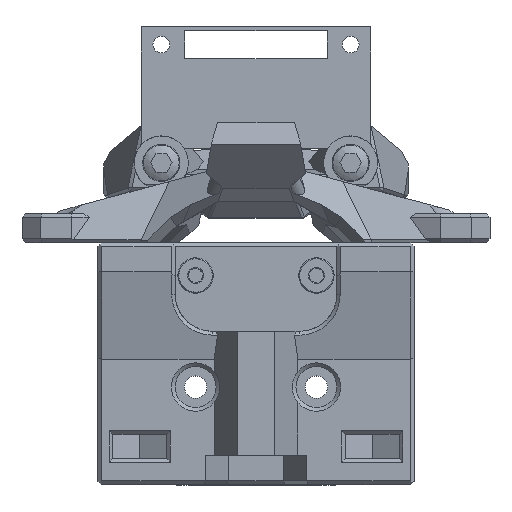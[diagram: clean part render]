
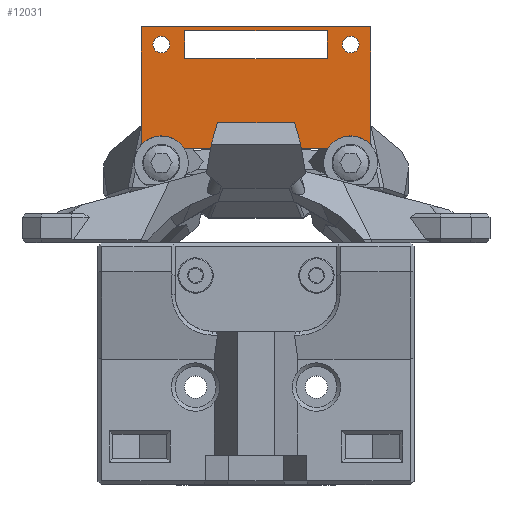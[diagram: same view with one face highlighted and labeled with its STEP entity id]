
A CAD part, top view. The second image highlights one B-rep face of the part: STEP entity #12031.
In plain terms, the highlighted planar face has unit normal (0, 0, 1).
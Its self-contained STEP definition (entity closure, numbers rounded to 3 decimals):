
#535=FACE_BOUND('',#1787,.T.);
#536=FACE_BOUND('',#1788,.T.);
#537=FACE_BOUND('',#1789,.T.);
#538=FACE_BOUND('',#1790,.T.);
#539=FACE_BOUND('',#1791,.T.);
#540=FACE_BOUND('',#1792,.T.);
#646=CIRCLE('',#12924,0.9);
#648=CIRCLE('',#12927,0.9);
#650=CIRCLE('',#12930,0.9);
#652=CIRCLE('',#12936,0.9);
#1078=FACE_OUTER_BOUND('',#1786,.T.);
#1786=EDGE_LOOP('',(#8564,#8565,#8566,#8567));
#1787=EDGE_LOOP('',(#8568,#8569,#8570,#8571));
#1788=EDGE_LOOP('',(#8572));
#1789=EDGE_LOOP('',(#8573));
#1790=EDGE_LOOP('',(#8574));
#1791=EDGE_LOOP('',(#8575));
#1792=EDGE_LOOP('',(#8576,#8577,#8578,#8579));
#2612=LINE('',#18772,#3889);
#2616=LINE('',#18779,#3893);
#2619=LINE('',#18785,#3896);
#2622=LINE('',#18793,#3899);
#2626=LINE('',#18800,#3903);
#2629=LINE('',#18806,#3906);
#2632=LINE('',#18814,#3909);
#2636=LINE('',#18821,#3913);
#2639=LINE('',#18827,#3916);
#2644=LINE('',#18848,#3921);
#2646=LINE('',#18851,#3923);
#2648=LINE('',#18854,#3925);
#3889=VECTOR('',#14422,3.007);
#3893=VECTOR('',#14428,15.357);
#3896=VECTOR('',#14433,3.007);
#3899=VECTOR('',#14438,16.545);
#3903=VECTOR('',#14444,24.708);
#3906=VECTOR('',#14449,16.545);
#3909=VECTOR('',#14454,3.007);
#3913=VECTOR('',#14460,15.357);
#3916=VECTOR('',#14465,3.007);
#3921=VECTOR('',#14490,15.357);
#3923=VECTOR('',#14494,24.708);
#3925=VECTOR('',#14498,15.357);
#5162=VERTEX_POINT('',#18769);
#5163=VERTEX_POINT('',#18771);
#5165=VERTEX_POINT('',#18777);
#5167=VERTEX_POINT('',#18783);
#5170=VERTEX_POINT('',#18790);
#5171=VERTEX_POINT('',#18792);
#5173=VERTEX_POINT('',#18798);
#5175=VERTEX_POINT('',#18804);
#5178=VERTEX_POINT('',#18811);
#5179=VERTEX_POINT('',#18813);
#5181=VERTEX_POINT('',#18819);
#5183=VERTEX_POINT('',#18825);
#5184=VERTEX_POINT('',#18829);
#5186=VERTEX_POINT('',#18835);
#5188=VERTEX_POINT('',#18841);
#5190=VERTEX_POINT('',#18856);
#6395=EDGE_CURVE('',#5163,#5162,#2612,.T.);
#6399=EDGE_CURVE('',#5165,#5162,#2616,.T.);
#6402=EDGE_CURVE('',#5167,#5165,#2619,.T.);
#6405=EDGE_CURVE('',#5170,#5171,#2622,.T.);
#6409=EDGE_CURVE('',#5173,#5170,#2626,.T.);
#6412=EDGE_CURVE('',#5175,#5173,#2629,.T.);
#6415=EDGE_CURVE('',#5178,#5179,#2632,.T.);
#6419=EDGE_CURVE('',#5178,#5181,#2636,.T.);
#6422=EDGE_CURVE('',#5181,#5183,#2639,.T.);
#6423=EDGE_CURVE('',#5184,#5184,#646,.T.);
#6426=EDGE_CURVE('',#5186,#5186,#648,.T.);
#6429=EDGE_CURVE('',#5188,#5188,#650,.T.);
#6433=EDGE_CURVE('',#5167,#5163,#2644,.T.);
#6435=EDGE_CURVE('',#5171,#5175,#2646,.T.);
#6437=EDGE_CURVE('',#5179,#5183,#2648,.T.);
#6438=EDGE_CURVE('',#5190,#5190,#652,.T.);
#8564=ORIENTED_EDGE('',*,*,#6405,.F.);
#8565=ORIENTED_EDGE('',*,*,#6409,.F.);
#8566=ORIENTED_EDGE('',*,*,#6412,.F.);
#8567=ORIENTED_EDGE('',*,*,#6435,.F.);
#8568=ORIENTED_EDGE('',*,*,#6395,.T.);
#8569=ORIENTED_EDGE('',*,*,#6399,.F.);
#8570=ORIENTED_EDGE('',*,*,#6402,.F.);
#8571=ORIENTED_EDGE('',*,*,#6433,.T.);
#8572=ORIENTED_EDGE('',*,*,#6429,.F.);
#8573=ORIENTED_EDGE('',*,*,#6426,.F.);
#8574=ORIENTED_EDGE('',*,*,#6423,.F.);
#8575=ORIENTED_EDGE('',*,*,#6438,.F.);
#8576=ORIENTED_EDGE('',*,*,#6415,.F.);
#8577=ORIENTED_EDGE('',*,*,#6419,.T.);
#8578=ORIENTED_EDGE('',*,*,#6422,.T.);
#8579=ORIENTED_EDGE('',*,*,#6437,.F.);
#11502=PLANE('',#12938);
#12031=ADVANCED_FACE('',(#1078,#535,#536,#537,#538,#539,#540),#11502,.T.);
#12924=AXIS2_PLACEMENT_3D('',#18830,#14468,#14469);
#12927=AXIS2_PLACEMENT_3D('',#18836,#14475,#14476);
#12930=AXIS2_PLACEMENT_3D('',#18842,#14482,#14483);
#12936=AXIS2_PLACEMENT_3D('',#18857,#14501,#14502);
#12938=AXIS2_PLACEMENT_3D('',#18861,#14506,#14507);
#14422=DIRECTION('',(0.,-1.,0.));
#14428=DIRECTION('',(1.,0.,0.));
#14433=DIRECTION('',(0.,-1.,0.));
#14438=DIRECTION('',(0.,-1.,0.));
#14444=DIRECTION('',(1.,0.,0.));
#14449=DIRECTION('',(0.,1.,0.));
#14454=DIRECTION('',(0.,-1.,0.));
#14460=DIRECTION('',(1.,0.,0.));
#14465=DIRECTION('',(0.,-1.,0.));
#14468=DIRECTION('center_axis',(0.,0.,1.));
#14469=DIRECTION('ref_axis',(0.,-1.,0.));
#14475=DIRECTION('center_axis',(0.,0.,1.));
#14476=DIRECTION('ref_axis',(0.,-1.,0.));
#14482=DIRECTION('center_axis',(0.,0.,1.));
#14483=DIRECTION('ref_axis',(0.,-1.,0.));
#14490=DIRECTION('',(1.,0.,0.));
#14494=DIRECTION('',(-1.,0.,0.));
#14498=DIRECTION('',(1.,0.,0.));
#14501=DIRECTION('center_axis',(0.,0.,1.));
#14502=DIRECTION('ref_axis',(0.,-1.,0.));
#14506=DIRECTION('center_axis',(0.,0.,1.));
#14507=DIRECTION('ref_axis',(0.,-1.,0.));
#18769=CARTESIAN_POINT('',(7.68,32.102,296.652));
#18771=CARTESIAN_POINT('',(7.68,35.109,296.652));
#18772=CARTESIAN_POINT('',(7.68,35.109,296.652));
#18777=CARTESIAN_POINT('',(-7.676,32.102,296.652));
#18779=CARTESIAN_POINT('',(-7.676,32.102,296.652));
#18783=CARTESIAN_POINT('',(-7.676,35.109,296.652));
#18785=CARTESIAN_POINT('',(-7.676,35.109,296.652));
#18790=CARTESIAN_POINT('',(12.356,35.513,296.652));
#18792=CARTESIAN_POINT('',(12.356,18.968,296.652));
#18793=CARTESIAN_POINT('',(12.356,35.513,296.652));
#18798=CARTESIAN_POINT('',(-12.352,35.513,296.652));
#18800=CARTESIAN_POINT('',(-12.352,35.513,296.652));
#18804=CARTESIAN_POINT('',(-12.352,18.968,296.652));
#18806=CARTESIAN_POINT('',(-12.352,18.968,296.652));
#18811=CARTESIAN_POINT('',(-7.676,22.379,296.652));
#18813=CARTESIAN_POINT('',(-7.676,19.372,296.652));
#18814=CARTESIAN_POINT('',(-7.676,22.379,296.652));
#18819=CARTESIAN_POINT('',(7.68,22.379,296.652));
#18821=CARTESIAN_POINT('',(-7.676,22.379,296.652));
#18825=CARTESIAN_POINT('',(7.68,19.372,296.652));
#18827=CARTESIAN_POINT('',(7.68,22.379,296.652));
#18829=CARTESIAN_POINT('',(10.186,32.706,296.652));
#18830=CARTESIAN_POINT('Origin',(10.186,33.606,296.652));
#18835=CARTESIAN_POINT('',(-10.182,19.975,296.652));
#18836=CARTESIAN_POINT('Origin',(-10.182,20.875,296.652));
#18841=CARTESIAN_POINT('',(-10.182,32.706,296.652));
#18842=CARTESIAN_POINT('Origin',(-10.182,33.606,296.652));
#18848=CARTESIAN_POINT('',(-7.676,35.109,296.652));
#18851=CARTESIAN_POINT('',(12.356,18.968,296.652));
#18854=CARTESIAN_POINT('',(-7.676,19.372,296.652));
#18856=CARTESIAN_POINT('',(10.186,19.975,296.652));
#18857=CARTESIAN_POINT('Origin',(10.186,20.875,296.652));
#18861=CARTESIAN_POINT('Origin',(-2.644,27.513,296.652));
